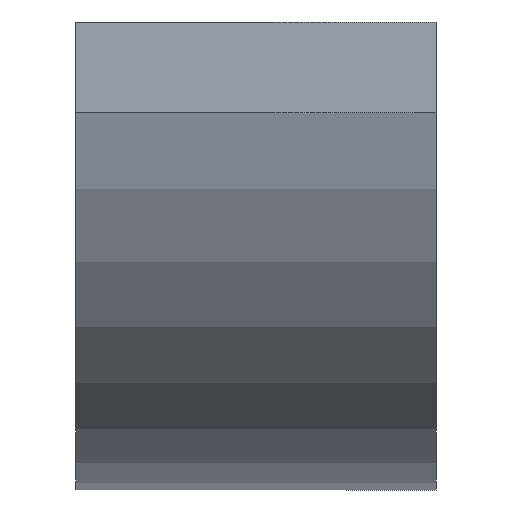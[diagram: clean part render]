
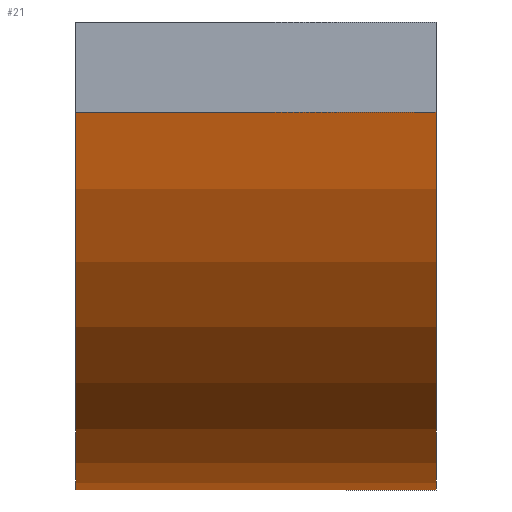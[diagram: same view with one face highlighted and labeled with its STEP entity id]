
A CAD part, left-side view. The second image highlights one B-rep face of the part: STEP entity #21.
In plain terms, the highlighted cylindrical face has radius 26 mm (diameter 52 mm), a partial arc.
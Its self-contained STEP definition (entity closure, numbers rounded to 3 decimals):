
#21=ADVANCED_FACE('',(#37),#257,.T.);
#37=FACE_OUTER_BOUND('',#53,.T.);
#53=EDGE_LOOP('',(#78,#79,#80,#81));
#78=ORIENTED_EDGE('',*,*,#150,.T.);
#79=ORIENTED_EDGE('',*,*,#151,.F.);
#80=ORIENTED_EDGE('',*,*,#152,.F.);
#81=ORIENTED_EDGE('',*,*,#153,.F.);
#150=EDGE_CURVE('',#226,#229,#208,.T.);
#151=EDGE_CURVE('',#228,#229,#200,.T.);
#152=EDGE_CURVE('',#227,#228,#209,.T.);
#153=EDGE_CURVE('',#226,#227,#201,.T.);
#200=(
BOUNDED_CURVE()
B_SPLINE_CURVE(1,(#477,#478),.UNSPECIFIED.,.F.,.F.)
B_SPLINE_CURVE_WITH_KNOTS((2,2),(-20.,0.),.UNSPECIFIED.)
CURVE()
GEOMETRIC_REPRESENTATION_ITEM()
RATIONAL_B_SPLINE_CURVE((1.,1.))
REPRESENTATION_ITEM('')
);
#201=(
BOUNDED_CURVE()
B_SPLINE_CURVE(1,(#482,#483),.UNSPECIFIED.,.F.,.F.)
B_SPLINE_CURVE_WITH_KNOTS((2,2),(0.,20.),.UNSPECIFIED.)
CURVE()
GEOMETRIC_REPRESENTATION_ITEM()
RATIONAL_B_SPLINE_CURVE((1.,1.))
REPRESENTATION_ITEM('')
);
#208=TRIMMED_CURVE($,#212,(#475),(#476),.T.,.CARTESIAN.);
#209=TRIMMED_CURVE($,#213,(#480),(#481),.T.,.CARTESIAN.);
#212=CIRCLE('',#368,26.);
#213=CIRCLE('',#369,26.);
#226=VERTEX_POINT('',#444);
#227=VERTEX_POINT('',#445);
#228=VERTEX_POINT('',#446);
#229=VERTEX_POINT('',#447);
#257=CYLINDRICAL_SURFACE('',#351,26.);
#351=AXIS2_PLACEMENT_3D('',#425,#382,$);
#368=AXIS2_PLACEMENT_3D($,#474,#401,#402);
#369=AXIS2_PLACEMENT_3D($,#479,#403,#404);
#382=DIRECTION('',(0.,1.,0.));
#401=DIRECTION('',(0.,1.,0.));
#402=DIRECTION('',(0.981,0.,-0.192));
#403=DIRECTION('',(0.,1.,0.));
#404=DIRECTION('',(0.981,0.,-0.192));
#425=CARTESIAN_POINT('',(0.,10.,0.));
#444=CARTESIAN_POINT('',(25.515,0.,-5.));
#445=CARTESIAN_POINT('',(25.515,20.,-5.));
#446=CARTESIAN_POINT('',(-25.515,20.,-5.));
#447=CARTESIAN_POINT('',(-25.515,0.,-5.));
#474=CARTESIAN_POINT('',(0.,0.,0.));
#475=CARTESIAN_POINT('',(25.515,0.,-5.));
#476=CARTESIAN_POINT('',(-25.515,0.,-5.));
#477=CARTESIAN_POINT('',(-25.515,20.,-5.));
#478=CARTESIAN_POINT('',(-25.515,0.,-5.));
#479=CARTESIAN_POINT('',(0.,20.,0.));
#480=CARTESIAN_POINT('',(25.515,20.,-5.));
#481=CARTESIAN_POINT('',(-25.515,20.,-5.));
#482=CARTESIAN_POINT('',(25.515,0.,-5.));
#483=CARTESIAN_POINT('',(25.515,20.,-5.));
